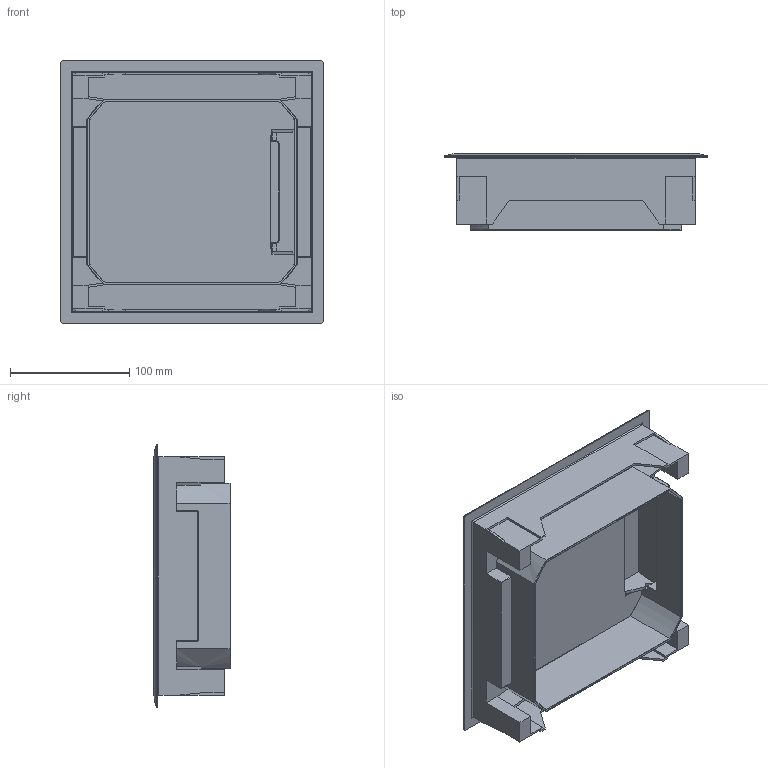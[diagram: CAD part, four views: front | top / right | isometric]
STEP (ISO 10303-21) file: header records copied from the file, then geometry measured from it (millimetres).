
FILE_DESCRIPTION (( 'STEP AP203' ), '1' );
FILE_NAME ('VQ0612.STEP', '2022-08-05T09:12:03', ( '' ), ( '' ), 'SwSTEP 2.0', 'SolidWorks 2019', '' );
FILE_SCHEMA (( 'CONFIG_CONTROL_DESIGN' ));
Length unit declared in the file: millimetre
Products named in the file (4): Schnurauslass-VQ06_Schnurauslass VQ06 Hager; Rahmen VQ06 R12; VQ0612; Klappe VQ06 R12
Assembly tree (3 placements, depth 2):
  VQ0612
    Rahmen VQ06 R12
    Klappe VQ06 R12
    Schnurauslass-VQ06_Schnurauslass VQ06 Hager
Bounding box: 220 x 64.3 x 220 mm (x, y, z)
Volume: 451631.4 mm3; surface area: 265719.8 mm2
Topology: 3 solids, 3 shells, 378 faces, 972 edges, 604 vertices
Faces by surface type: plane 209, cylinder 117, bspline 26, torus 16, sphere 10
Entity records: 12518 total; most frequent: CARTESIAN_POINT 3365, ORIENTED_EDGE 1926, DIRECTION 1675, EDGE_CURVE 963, VECTOR 687, LINE 687, VERTEX_POINT 604, AXIS2_PLACEMENT_3D 494
